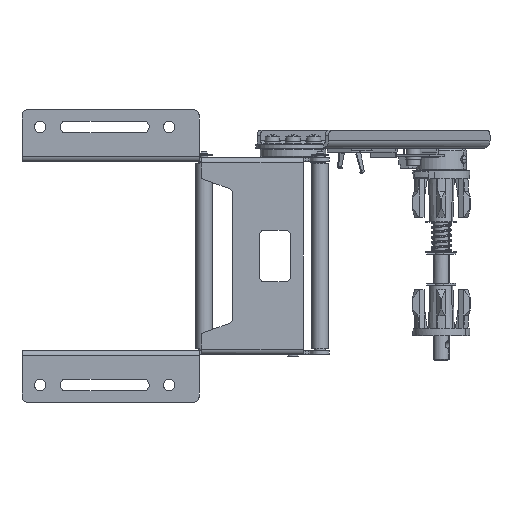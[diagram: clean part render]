
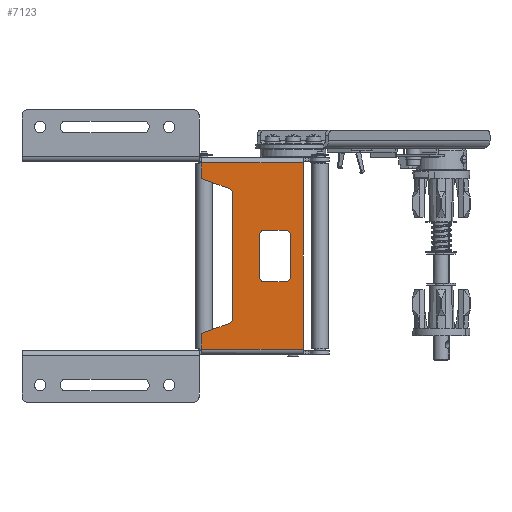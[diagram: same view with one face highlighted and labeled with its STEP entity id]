
A CAD part, front view. The second image highlights one B-rep face of the part: STEP entity #7123.
In plain terms, the highlighted planar face has unit normal (0, -1, 0).
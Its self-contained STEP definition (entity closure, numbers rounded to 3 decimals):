
#47=DIRECTION('',(0.94,0.,0.342));
#48=VECTOR('',#47,11.37);
#49=CARTESIAN_POINT('',(69.6,0.,-30.));
#50=LINE('',#49,#48);
#51=CARTESIAN_POINT('',(79.6,0.,-24.232));
#52=DIRECTION('',(0.,-1.,0.));
#53=DIRECTION('',(0.342,0.,-0.94));
#54=AXIS2_PLACEMENT_3D('',#51,#52,#53);
#56=CARTESIAN_POINT('',(79.6,0.,24.232));
#57=DIRECTION('',(0.,-1.,0.));
#58=DIRECTION('',(1.,0.,0.));
#59=AXIS2_PLACEMENT_3D('',#56,#57,#58);
#61=DIRECTION('',(-0.94,0.,0.342));
#62=VECTOR('',#61,11.37);
#63=CARTESIAN_POINT('',(80.284,0.,26.111));
#64=LINE('',#63,#62);
#65=DIRECTION('',(0.,0.,1.));
#66=VECTOR('',#65,6.15);
#67=CARTESIAN_POINT('',(69.6,0.,30.));
#68=LINE('',#67,#66);
#69=DIRECTION('',(0.,0.,1.));
#70=VECTOR('',#69,6.15);
#71=CARTESIAN_POINT('',(69.6,0.,-36.15));
#72=LINE('',#71,#70);
#73=CARTESIAN_POINT('',(94.,0.,-8.));
#74=DIRECTION('',(0.,-1.,0.));
#75=DIRECTION('',(-1.,0.,0.));
#76=AXIS2_PLACEMENT_3D('',#73,#74,#75);
#78=CARTESIAN_POINT('',(102.,0.,-8.));
#79=DIRECTION('',(0.,-1.,0.));
#80=DIRECTION('',(0.,0.,-1.));
#81=AXIS2_PLACEMENT_3D('',#78,#79,#80);
#83=CARTESIAN_POINT('',(102.,0.,8.));
#84=DIRECTION('',(0.,-1.,0.));
#85=DIRECTION('',(1.,0.,0.));
#86=AXIS2_PLACEMENT_3D('',#83,#84,#85);
#88=CARTESIAN_POINT('',(94.,0.,8.));
#89=DIRECTION('',(0.,-1.,0.));
#90=DIRECTION('',(0.,0.,1.));
#91=AXIS2_PLACEMENT_3D('',#88,#89,#90);
#101=DIRECTION('',(0.,0.,-1.));
#102=VECTOR('',#101,48.464);
#103=CARTESIAN_POINT('',(81.6,0.,24.232));
#104=LINE('',#103,#102);
#975=DIRECTION('',(1.,0.,0.));
#976=VECTOR('',#975,39.4);
#977=CARTESIAN_POINT('',(69.6,0.,-36.15));
#978=LINE('',#977,#976);
#979=DIRECTION('',(0.,0.,1.));
#980=VECTOR('',#979,72.3);
#981=CARTESIAN_POINT('',(109.,0.,-36.15));
#982=LINE('',#981,#980);
#1005=DIRECTION('',(-1.,0.,0.));
#1006=VECTOR('',#1005,39.4);
#1007=CARTESIAN_POINT('',(109.,0.,36.15));
#1008=LINE('',#1007,#1006);
#2701=DIRECTION('',(-1.,0.,0.));
#2702=VECTOR('',#2701,8.);
#2703=CARTESIAN_POINT('',(102.,0.,-10.));
#2704=LINE('',#2703,#2702);
#2713=DIRECTION('',(0.,0.,-1.));
#2714=VECTOR('',#2713,16.);
#2715=CARTESIAN_POINT('',(104.,0.,8.));
#2716=LINE('',#2715,#2714);
#2725=DIRECTION('',(1.,0.,0.));
#2726=VECTOR('',#2725,8.);
#2727=CARTESIAN_POINT('',(94.,0.,10.));
#2728=LINE('',#2727,#2726);
#2737=DIRECTION('',(0.,0.,1.));
#2738=VECTOR('',#2737,16.);
#2739=CARTESIAN_POINT('',(92.,0.,-8.));
#2740=LINE('',#2739,#2738);
#5749=CARTESIAN_POINT('',(69.6,0.,-30.));
#5750=CARTESIAN_POINT('',(80.284,0.,-26.111));
#5751=VERTEX_POINT('',#5749);
#5752=VERTEX_POINT('',#5750);
#5753=CARTESIAN_POINT('',(81.6,0.,-24.232));
#5754=VERTEX_POINT('',#5753);
#5755=CARTESIAN_POINT('',(81.6,0.,24.232));
#5756=VERTEX_POINT('',#5755);
#5757=CARTESIAN_POINT('',(80.284,0.,
26.111));
#5758=VERTEX_POINT('',#5757);
#5759=CARTESIAN_POINT('',(69.6,0.,30.));
#5760=VERTEX_POINT('',#5759);
#5761=CARTESIAN_POINT('',(69.6,0.,36.15));
#5762=VERTEX_POINT('',#5761);
#5763=CARTESIAN_POINT('',(109.,0.,36.15));
#5764=VERTEX_POINT('',#5763);
#5765=CARTESIAN_POINT('',(109.,0.,-36.15));
#5766=VERTEX_POINT('',#5765);
#5767=CARTESIAN_POINT('',(69.6,0.,-36.15));
#5768=VERTEX_POINT('',#5767);
#5769=CARTESIAN_POINT('',(92.,0.,-8.));
#5770=CARTESIAN_POINT('',(92.,0.,8.));
#5771=VERTEX_POINT('',#5769);
#5772=VERTEX_POINT('',#5770);
#5773=CARTESIAN_POINT('',(94.,0.,-10.));
#5774=VERTEX_POINT('',#5773);
#5775=CARTESIAN_POINT('',(102.,0.,-10.));
#5776=VERTEX_POINT('',#5775);
#5777=CARTESIAN_POINT('',(104.,0.,-8.));
#5778=VERTEX_POINT('',#5777);
#5779=CARTESIAN_POINT('',(104.,0.,8.));
#5780=VERTEX_POINT('',#5779);
#5781=CARTESIAN_POINT('',(102.,0.,10.));
#5782=VERTEX_POINT('',#5781);
#5783=CARTESIAN_POINT('',(94.,0.,10.));
#5784=VERTEX_POINT('',#5783);
#7078=CARTESIAN_POINT('',(0.,0.,0.));
#7079=DIRECTION('',(0.,1.,0.));
#7080=DIRECTION('',(1.,0.,0.));
#7081=AXIS2_PLACEMENT_3D('',#7078,#7079,#7080);
#7082=PLANE('',#7081);
#7084=ORIENTED_EDGE('',*,*,#7083,.T.);
#7086=ORIENTED_EDGE('',*,*,#7085,.T.);
#7088=ORIENTED_EDGE('',*,*,#7087,.F.);
#7090=ORIENTED_EDGE('',*,*,#7089,.T.);
#7092=ORIENTED_EDGE('',*,*,#7091,.T.);
#7094=ORIENTED_EDGE('',*,*,#7093,.T.);
#7096=ORIENTED_EDGE('',*,*,#7095,.F.);
#7098=ORIENTED_EDGE('',*,*,#7097,.F.);
#7100=ORIENTED_EDGE('',*,*,#7099,.F.);
#7102=ORIENTED_EDGE('',*,*,#7101,.T.);
#7103=EDGE_LOOP('',(#7084,#7086,#7088,#7090,#7092,#7094,#7096,#7098,#7100,
#7102));
#7104=FACE_OUTER_BOUND('',#7103,.F.);
#7106=ORIENTED_EDGE('',*,*,#7105,.F.);
#7108=ORIENTED_EDGE('',*,*,#7107,.T.);
#7110=ORIENTED_EDGE('',*,*,#7109,.F.);
#7112=ORIENTED_EDGE('',*,*,#7111,.T.);
#7114=ORIENTED_EDGE('',*,*,#7113,.F.);
#7116=ORIENTED_EDGE('',*,*,#7115,.T.);
#7118=ORIENTED_EDGE('',*,*,#7117,.F.);
#7120=ORIENTED_EDGE('',*,*,#7119,.T.);
#7121=EDGE_LOOP('',(#7106,#7108,#7110,#7112,#7114,#7116,#7118,#7120));
#7122=FACE_BOUND('',#7121,.F.);
#55=CIRCLE('',#54,2.);
#60=CIRCLE('',#59,2.);
#77=CIRCLE('',#76,2.);
#82=CIRCLE('',#81,2.);
#87=CIRCLE('',#86,2.);
#92=CIRCLE('',#91,2.);
#7083=EDGE_CURVE('',#5751,#5752,#50,.T.);
#7085=EDGE_CURVE('',#5752,#5754,#55,.T.);
#7087=EDGE_CURVE('',#5756,#5754,#104,.T.);
#7089=EDGE_CURVE('',#5756,#5758,#60,.T.);
#7091=EDGE_CURVE('',#5758,#5760,#64,.T.);
#7093=EDGE_CURVE('',#5760,#5762,#68,.T.);
#7095=EDGE_CURVE('',#5764,#5762,#1008,.T.);
#7097=EDGE_CURVE('',#5766,#5764,#982,.T.);
#7099=EDGE_CURVE('',#5768,#5766,#978,.T.);
#7101=EDGE_CURVE('',#5768,#5751,#72,.T.);
#7105=EDGE_CURVE('',#5771,#5772,#2740,.T.);
#7107=EDGE_CURVE('',#5771,#5774,#77,.T.);
#7109=EDGE_CURVE('',#5776,#5774,#2704,.T.);
#7111=EDGE_CURVE('',#5776,#5778,#82,.T.);
#7113=EDGE_CURVE('',#5780,#5778,#2716,.T.);
#7115=EDGE_CURVE('',#5780,#5782,#87,.T.);
#7117=EDGE_CURVE('',#5784,#5782,#2728,.T.);
#7119=EDGE_CURVE('',#5784,#5772,#92,.T.);
#7123=ADVANCED_FACE('',(#7104,#7122),#7082,.F.);
